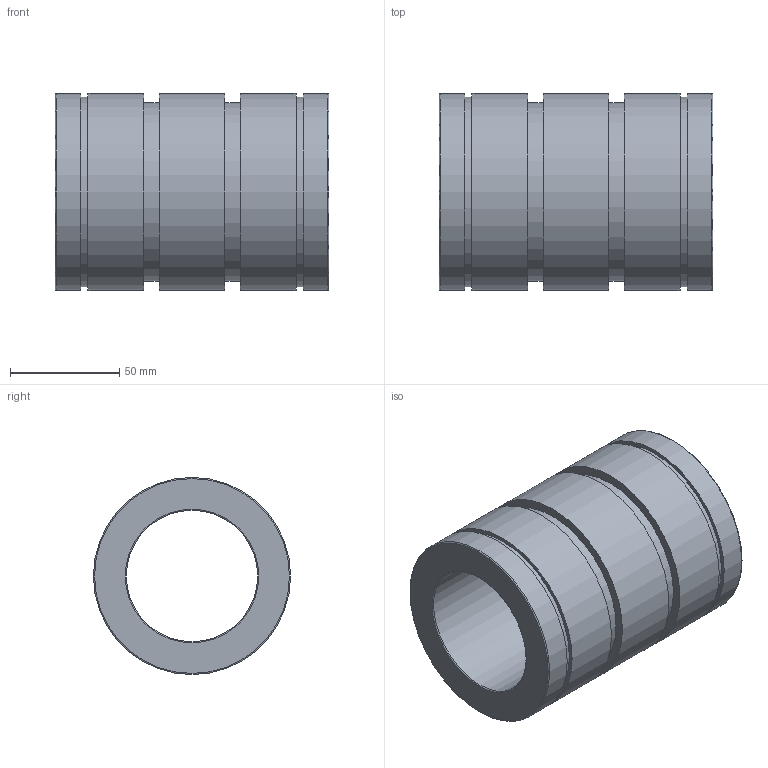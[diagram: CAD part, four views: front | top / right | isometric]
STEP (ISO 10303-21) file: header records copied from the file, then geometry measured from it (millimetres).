
FILE_DESCRIPTION( ( 'STEP AP214' ), '1' );
FILE_NAME( 'FM-60.stp', '2009-11-09T11:00:48', ( ' ' ), ( ' ' ), 'XStep 1.0', ' ', ' ' );
FILE_SCHEMA( ( 'CONFIG_CONTROL_DESIGN) ( )' ) );
Length unit declared in the file: metre
Products named in the file (1): 1
Bounding box: 125 x 90 x 90 mm (x, y, z)
Volume: 422650.1 mm3; surface area: 71800.7 mm2
Topology: 1 solids, 1 shells, 24 faces, 40 edges, 26 vertices
Faces by surface type: cylinder 10, plane 10, torus 4
Full cylindrical faces by diameter (mm): 60 x1, 81.7 x2, 86.4 x2, 90 x5
Entity records: 696 total; most frequent: DIRECTION 98, CARTESIAN_POINT 73, AXIS2_PLACEMENT_3D 49, EDGE_LOOP 48, ORIENTED_EDGE 48, FACE_OUTER_BOUND 38, STYLED_ITEM 24, PRESENTATION_STYLE_ASSIGNMENT 24
